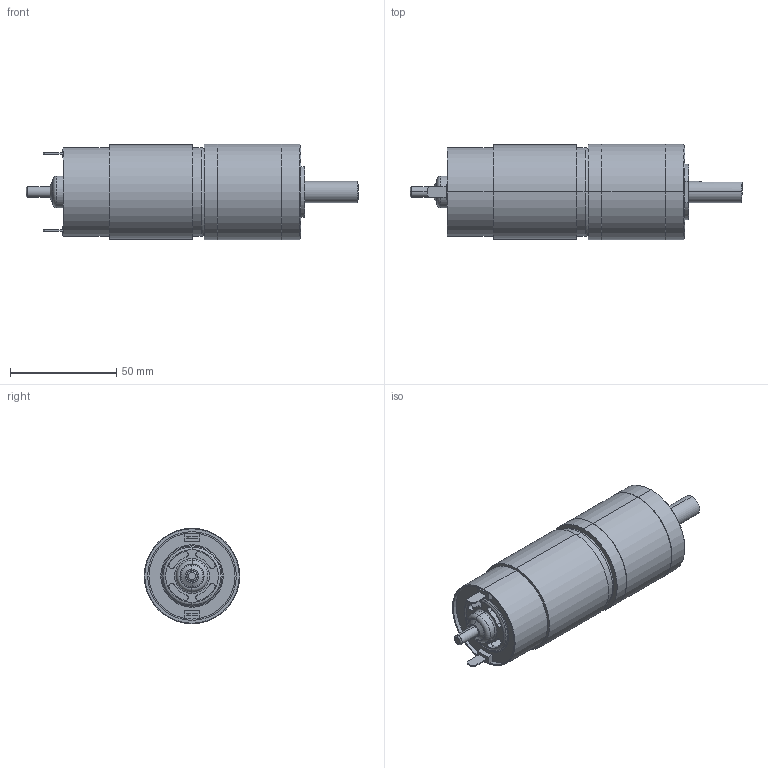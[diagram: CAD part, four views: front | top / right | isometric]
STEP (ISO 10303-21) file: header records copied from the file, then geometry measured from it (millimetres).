
FILE_DESCRIPTION (( 'STEP AP214' ), '1' );
FILE_NAME ('am-0915a PG27 with longer backshaft no encoder.STEP', '2015-02-04T17:28:14', ( '' ), ( '' ), 'SwSTEP 2.0', 'SolidWorks 2014', '' );
FILE_SCHEMA (( 'AUTOMOTIVE_DESIGN' ));
Length unit declared in the file: inch
Products named in the file (1): am-0915a PG27 with longer backshaft no encoder
Bounding box: 156.55 x 45 x 45 mm (x, y, z)
Volume: 90704.4 mm3; surface area: 33022.3 mm2
Topology: 1 solids, 1 shells, 223 faces, 523 edges, 328 vertices
Faces by surface type: plane 91, cylinder 84, cone 32, torus 16
Entity records: 6796 total; most frequent: DIRECTION 1186, CARTESIAN_POINT 1108, ORIENTED_EDGE 1030, EDGE_CURVE 515, AXIS2_PLACEMENT_3D 452, VERTEX_POINT 328, LINE 282, VECTOR 282
